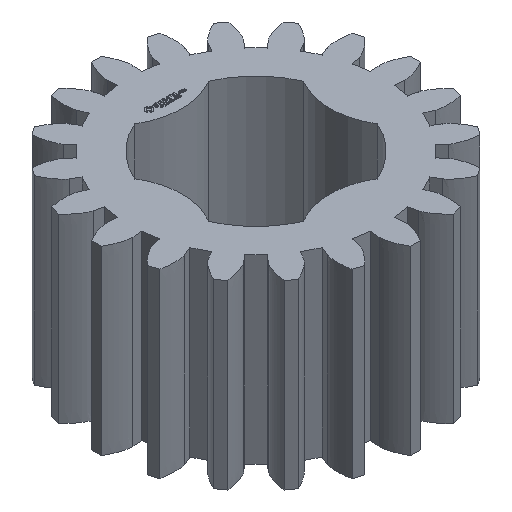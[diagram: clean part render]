
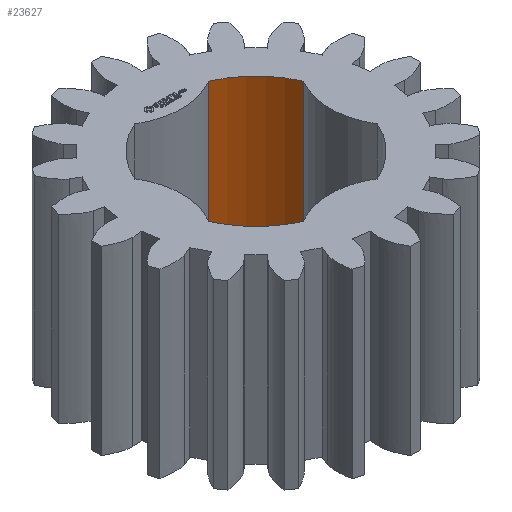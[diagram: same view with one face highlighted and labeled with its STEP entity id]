
A CAD part, isometric view. The second image highlights one B-rep face of the part: STEP entity #23627.
In plain terms, the highlighted cylindrical face has radius 6.35 mm (diameter 12.7 mm), a partial arc.
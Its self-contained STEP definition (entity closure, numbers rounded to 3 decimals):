
#93 = PLANE('',#94);
#94 = AXIS2_PLACEMENT_3D('',#95,#96,#97);
#95 = CARTESIAN_POINT('',(0.,0.,12.5));
#96 = DIRECTION('',(0.,0.,1.));
#97 = DIRECTION('',(1.,0.,0.));
#168 = PLANE('',#169);
#169 = AXIS2_PLACEMENT_3D('',#170,#171,#172);
#170 = CARTESIAN_POINT('',(0.,0.,0.));
#171 = DIRECTION('',(0.,0.,1.));
#172 = DIRECTION('',(1.,0.,0.));
#5954 = VERTEX_POINT('',#5955);
#5955 = CARTESIAN_POINT('',(2.55,5.816,0.));
#5970 = CYLINDRICAL_SURFACE('',#5971,4.9);
#5971 = AXIS2_PLACEMENT_3D('',#5972,#5973,#5974);
#5972 = CARTESIAN_POINT('',(0.,10.,0.));
#5973 = DIRECTION('',(0.,-0.,-1.));
#5974 = DIRECTION('',(0.707,0.707,0.));
#5982 = EDGE_CURVE('',#5983,#5954,#5985,.T.);
#5983 = VERTEX_POINT('',#5984);
#5984 = CARTESIAN_POINT('',(5.816,2.55,0.));
#5985 = SURFACE_CURVE('',#5986,(#5991,#5998),.PCURVE_S1.);
#5986 = CIRCLE('',#5987,6.35);
#5987 = AXIS2_PLACEMENT_3D('',#5988,#5989,#5990);
#5988 = CARTESIAN_POINT('',(0.,0.,0.));
#5989 = DIRECTION('',(0.,-0.,1.));
#5990 = DIRECTION('',(0.707,0.707,0.));
#5991 = PCURVE('',#168,#5992);
#5992 = DEFINITIONAL_REPRESENTATION('',(#5993),#5997);
#5993 = CIRCLE('',#5994,6.35);
#5994 = AXIS2_PLACEMENT_2D('',#5995,#5996);
#5995 = CARTESIAN_POINT('',(0.,0.));
#5996 = DIRECTION('',(0.707,0.707));
#5997 = ( GEOMETRIC_REPRESENTATION_CONTEXT(2) 
PARAMETRIC_REPRESENTATION_CONTEXT() REPRESENTATION_CONTEXT('2D SPACE',''
  ) );
#5998 = PCURVE('',#5999,#6004);
#5999 = CYLINDRICAL_SURFACE('',#6000,6.35);
#6000 = AXIS2_PLACEMENT_3D('',#6001,#6002,#6003);
#6001 = CARTESIAN_POINT('',(0.,0.,0.));
#6002 = DIRECTION('',(0.,-0.,-1.));
#6003 = DIRECTION('',(0.707,0.707,0.));
#6004 = DEFINITIONAL_REPRESENTATION('',(#6005),#6009);
#6005 = LINE('',#6006,#6007);
#6006 = CARTESIAN_POINT('',(-0.,0.));
#6007 = VECTOR('',#6008,1.);
#6008 = DIRECTION('',(-1.,0.));
#6009 = ( GEOMETRIC_REPRESENTATION_CONTEXT(2) 
PARAMETRIC_REPRESENTATION_CONTEXT() REPRESENTATION_CONTEXT('2D SPACE',''
  ) );
#6028 = CYLINDRICAL_SURFACE('',#6029,4.9);
#6029 = AXIS2_PLACEMENT_3D('',#6030,#6031,#6032);
#6030 = CARTESIAN_POINT('',(10.,0.,0.));
#6031 = DIRECTION('',(0.,-0.,-1.));
#6032 = DIRECTION('',(0.707,0.707,0.));
#10170 = VERTEX_POINT('',#10171);
#10171 = CARTESIAN_POINT('',(2.55,5.816,12.5));
#10193 = EDGE_CURVE('',#10194,#10170,#10196,.T.);
#10194 = VERTEX_POINT('',#10195);
#10195 = CARTESIAN_POINT('',(5.816,2.55,12.5));
#10196 = SURFACE_CURVE('',#10197,(#10202,#10209),.PCURVE_S1.);
#10197 = CIRCLE('',#10198,6.35);
#10198 = AXIS2_PLACEMENT_3D('',#10199,#10200,#10201);
#10199 = CARTESIAN_POINT('',(0.,0.,12.5)
  );
#10200 = DIRECTION('',(0.,-0.,1.));
#10201 = DIRECTION('',(0.707,0.707,0.));
#10202 = PCURVE('',#93,#10203);
#10203 = DEFINITIONAL_REPRESENTATION('',(#10204),#10208);
#10204 = CIRCLE('',#10205,6.35);
#10205 = AXIS2_PLACEMENT_2D('',#10206,#10207);
#10206 = CARTESIAN_POINT('',(0.,0.));
#10207 = DIRECTION('',(0.707,0.707));
#10208 = ( GEOMETRIC_REPRESENTATION_CONTEXT(2) 
PARAMETRIC_REPRESENTATION_CONTEXT() REPRESENTATION_CONTEXT('2D SPACE',''
  ) );
#10209 = PCURVE('',#5999,#10210);
#10210 = DEFINITIONAL_REPRESENTATION('',(#10211),#10215);
#10211 = LINE('',#10212,#10213);
#10212 = CARTESIAN_POINT('',(-0.,-12.5));
#10213 = VECTOR('',#10214,1.);
#10214 = DIRECTION('',(-1.,0.));
#10215 = ( GEOMETRIC_REPRESENTATION_CONTEXT(2) 
PARAMETRIC_REPRESENTATION_CONTEXT() REPRESENTATION_CONTEXT('2D SPACE',''
  ) );
#23604 = EDGE_CURVE('',#5983,#10194,#23605,.T.);
#23605 = SURFACE_CURVE('',#23606,(#23610,#23617),.PCURVE_S1.);
#23606 = LINE('',#23607,#23608);
#23607 = CARTESIAN_POINT('',(5.816,2.55,0.));
#23608 = VECTOR('',#23609,1.);
#23609 = DIRECTION('',(0.,0.,1.));
#23610 = PCURVE('',#6028,#23611);
#23611 = DEFINITIONAL_REPRESENTATION('',(#23612),#23616);
#23612 = LINE('',#23613,#23614);
#23613 = CARTESIAN_POINT('',(-1.809,0.));
#23614 = VECTOR('',#23615,1.);
#23615 = DIRECTION('',(-0.,-1.));
#23616 = ( GEOMETRIC_REPRESENTATION_CONTEXT(2) 
PARAMETRIC_REPRESENTATION_CONTEXT() REPRESENTATION_CONTEXT('2D SPACE',''
  ) );
#23617 = PCURVE('',#5999,#23618);
#23618 = DEFINITIONAL_REPRESENTATION('',(#23619),#23623);
#23619 = LINE('',#23620,#23621);
#23620 = CARTESIAN_POINT('',(-5.911,0.));
#23621 = VECTOR('',#23622,1.);
#23622 = DIRECTION('',(-0.,-1.));
#23623 = ( GEOMETRIC_REPRESENTATION_CONTEXT(2) 
PARAMETRIC_REPRESENTATION_CONTEXT() REPRESENTATION_CONTEXT('2D SPACE',''
  ) );
#23627 = ADVANCED_FACE('',(#23628),#5999,.F.);
#23628 = FACE_BOUND('',#23629,.T.);
#23629 = EDGE_LOOP('',(#23630,#23631,#23632,#23653));
#23630 = ORIENTED_EDGE('',*,*,#23604,.T.);
#23631 = ORIENTED_EDGE('',*,*,#10193,.T.);
#23632 = ORIENTED_EDGE('',*,*,#23633,.F.);
#23633 = EDGE_CURVE('',#5954,#10170,#23634,.T.);
#23634 = SURFACE_CURVE('',#23635,(#23639,#23646),.PCURVE_S1.);
#23635 = LINE('',#23636,#23637);
#23636 = CARTESIAN_POINT('',(2.55,5.816,0.));
#23637 = VECTOR('',#23638,1.);
#23638 = DIRECTION('',(0.,0.,1.));
#23639 = PCURVE('',#5999,#23640);
#23640 = DEFINITIONAL_REPRESENTATION('',(#23641),#23645);
#23641 = LINE('',#23642,#23643);
#23642 = CARTESIAN_POINT('',(-6.655,0.));
#23643 = VECTOR('',#23644,1.);
#23644 = DIRECTION('',(-0.,-1.));
#23645 = ( GEOMETRIC_REPRESENTATION_CONTEXT(2) 
PARAMETRIC_REPRESENTATION_CONTEXT() REPRESENTATION_CONTEXT('2D SPACE',''
  ) );
#23646 = PCURVE('',#5970,#23647);
#23647 = DEFINITIONAL_REPRESENTATION('',(#23648),#23652);
#23648 = LINE('',#23649,#23650);
#23649 = CARTESIAN_POINT('',(-4.474,0.));
#23650 = VECTOR('',#23651,1.);
#23651 = DIRECTION('',(-0.,-1.));
#23652 = ( GEOMETRIC_REPRESENTATION_CONTEXT(2) 
PARAMETRIC_REPRESENTATION_CONTEXT() REPRESENTATION_CONTEXT('2D SPACE',''
  ) );
#23653 = ORIENTED_EDGE('',*,*,#5982,.F.);
